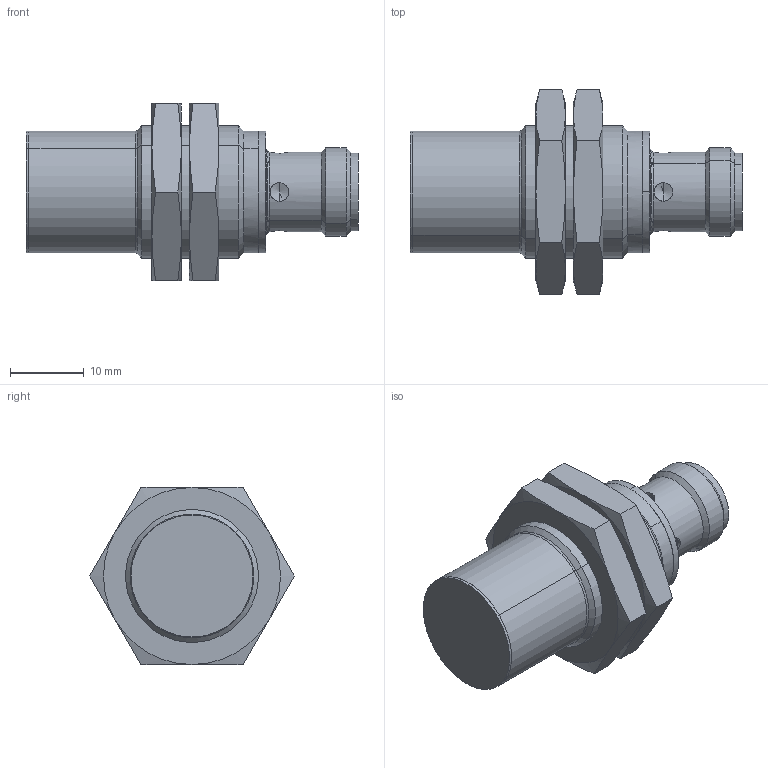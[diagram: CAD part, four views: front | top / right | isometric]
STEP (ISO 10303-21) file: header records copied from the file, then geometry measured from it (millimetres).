
FILE_DESCRIPTION (( 'STEP AP203' ), '1' );
FILE_NAME ('PKW2-AP-4H.step', '2021-01-22T22:38:57', ( 'ADC123' ), ( 'Microsoft' ), 'SwSTEP 2.0', 'SolidWorks 2019', '' );
FILE_SCHEMA (( 'CONFIG_CONTROL_DESIGN' ));
Length unit declared in the file: inch
Products named in the file (1): PKW2-AP-4H
Bounding box: 45 x 27.71 x 24 mm (x, y, z)
Volume: 10369.3 mm3; surface area: 5783.8 mm2
Topology: 3 solids, 6 shells, 378 faces, 955 edges, 594 vertices
Faces by surface type: plane 104, cone 103, cylinder 97, bspline 74
Full cylindrical faces by diameter (mm): 16.917 x2
Entity records: 14181 total; most frequent: CARTESIAN_POINT 5541, ORIENTED_EDGE 1876, DIRECTION 1645, EDGE_CURVE 938, AXIS2_PLACEMENT_3D 647, VERTEX_POINT 592, EDGE_LOOP 432, FACE_OUTER_BOUND 379
